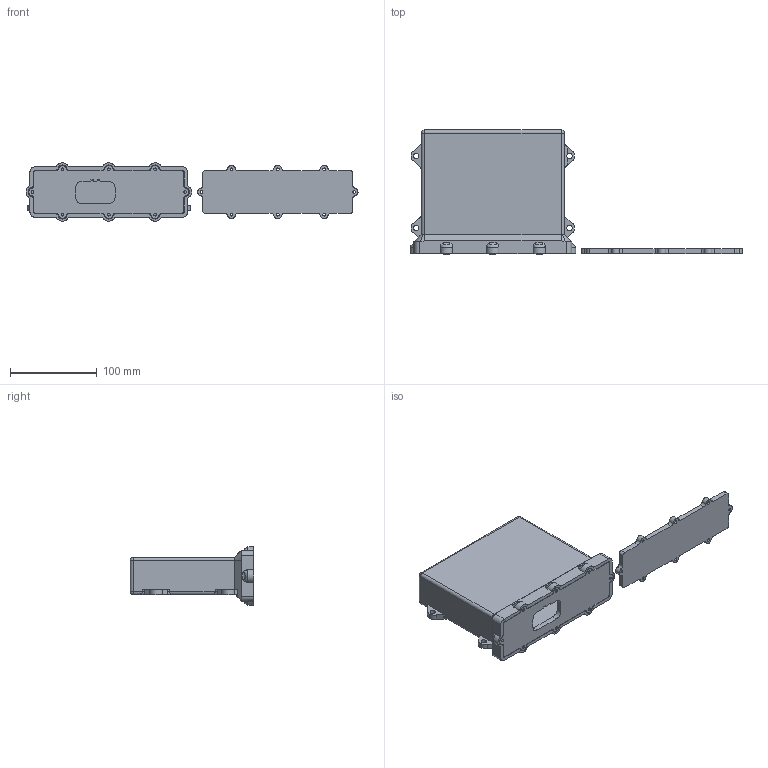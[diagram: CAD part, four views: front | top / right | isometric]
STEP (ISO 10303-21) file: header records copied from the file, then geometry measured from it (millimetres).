
FILE_DESCRIPTION(/* description */ (''),/* implementation_level */ '2;1');
FILE_NAME(/* name */ 'Rate controller box v7.step',/* time_stamp */ '2024-02-13T08:29:57-06:00',/* author */ (''),/* organization */ (''),/* preprocessor_version */ 'ST-DEVELOPER v20',/* originating_system */ 'Autodesk Translation Framework v12.9.0.99',/* authorisation */ '');
FILE_SCHEMA (('AUTOMOTIVE_DESIGN { 1 0 10303 214 3 1 1 }'));
Length unit declared in the file: millimetre
Products named in the file (1): Rate controller box
Bounding box: 383.1 x 143 x 67.4 mm (x, y, z)
Volume: 345769.8 mm3; surface area: 181037 mm2
Topology: 3 solids, 3 shells, 326 faces, 903 edges, 594 vertices
Faces by surface type: cylinder 171, plane 133, bspline 16, sphere 4, cone 2
Full cylindrical faces by diameter (mm): 4.1 x8, 6.2 x4
Entity records: 12905 total; most frequent: CARTESIAN_POINT 4282, DIRECTION 1807, ORIENTED_EDGE 1806, EDGE_CURVE 903, AXIS2_PLACEMENT_3D 639, VERTEX_POINT 594, LINE 529, VECTOR 529
